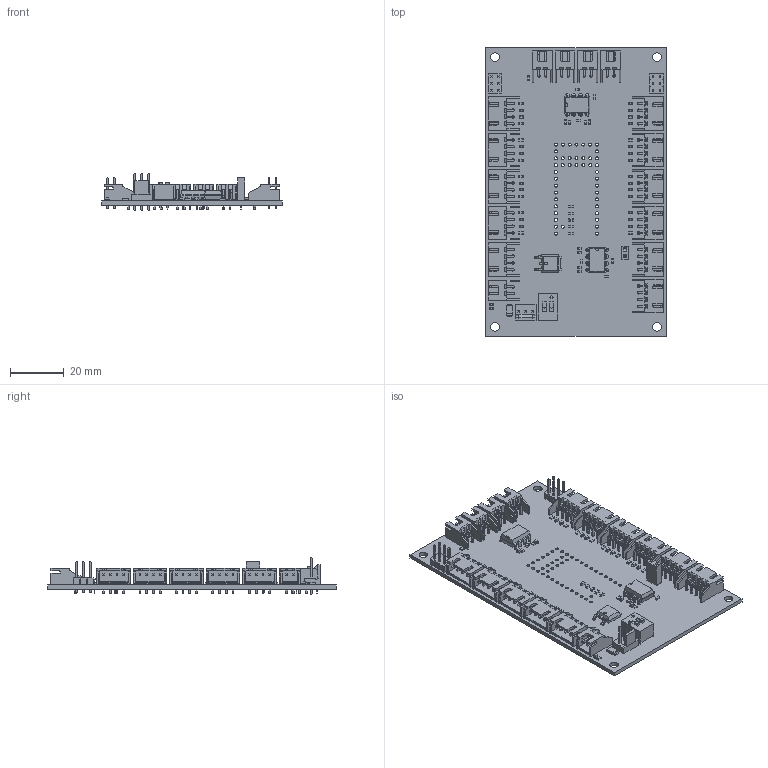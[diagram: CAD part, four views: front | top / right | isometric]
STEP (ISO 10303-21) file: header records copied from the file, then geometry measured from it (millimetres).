
FILE_DESCRIPTION(('KiCad electronic assembly'),'2;1');
FILE_NAME('cirkit.step','2025-07-31T18:28:47',('Pcbnew'),('Kicad'), 'Open CASCADE STEP processor 7.5','KiCad to STEP converter','Unknown' );
FILE_SCHEMA(('AUTOMOTIVE_DESIGN { 1 0 10303 214 1 1 1 1 }'));
Length unit declared in the file: millimetre
Products named in the file (15): cirkit 1; LED_0603_1608Metric; JST_XH_S2B-XH-A_1x02_P2.50mm_Horizontal; DIP-8_W7.62mm; C_0603_1608Metric; JST_XH_S4B-XH-A_1x04_P2.50mm_Horizontal; R_0603_1608Metric; PinHeader_2x03_P2.54mm_Vertical; D_SOD-128; SW_DIP_SPSTx02_Slide_9.78x7.26mm_W7.62mm_P2.54mm; TO-252-2; cirkit 1.34.1; PinSocket_1x02_P2.54mm_Vertical; FanPinHeader_1x03_P2.54mm_Vertical; cirkit_PCB
Assembly tree (81 placements, depth 3):
  cirkit 1
    LED_0603_1608Metric  x21
    JST_XH_S2B-XH-A_1x02_P2.50mm_Horizontal  x5
    DIP-8_W7.62mm  x2
    C_0603_1608Metric  x9
    JST_XH_S4B-XH-A_1x04_P2.50mm_Horizontal  x11
    R_0603_1608Metric  x24
    PinHeader_2x03_P2.54mm_Vertical  x2
    D_SOD-128
    SW_DIP_SPSTx02_Slide_9.78x7.26mm_W7.62mm_P2.54mm
    TO-252-2
      cirkit 1.34.1
    PinSocket_1x02_P2.54mm_Vertical
    FanPinHeader_1x03_P2.54mm_Vertical
    cirkit_PCB
Bounding box: 67 x 107 x 13.5 mm (x, y, z)
Volume: 15991 mm3; surface area: 29119.3 mm2
Topology: 84 solids, 84 shells, 5288 faces, 13955 edges, 9025 vertices
Faces by surface type: plane 4407, cylinder 831, bspline 50
Full cylindrical faces by diameter (mm): 0.8 x20, 0.95 x44, 1 x25, 1.02 x3, 1.1 x44, 3.2 x4
Entity records: 35375 total; most frequent: CARTESIAN_POINT 6434, ORIENTED_EDGE 5842, DIRECTION 5684, EDGE_CURVE 2921, LINE 2436, VECTOR 2436, VERTEX_POINT 1883, AXIS2_PLACEMENT_3D 1624
